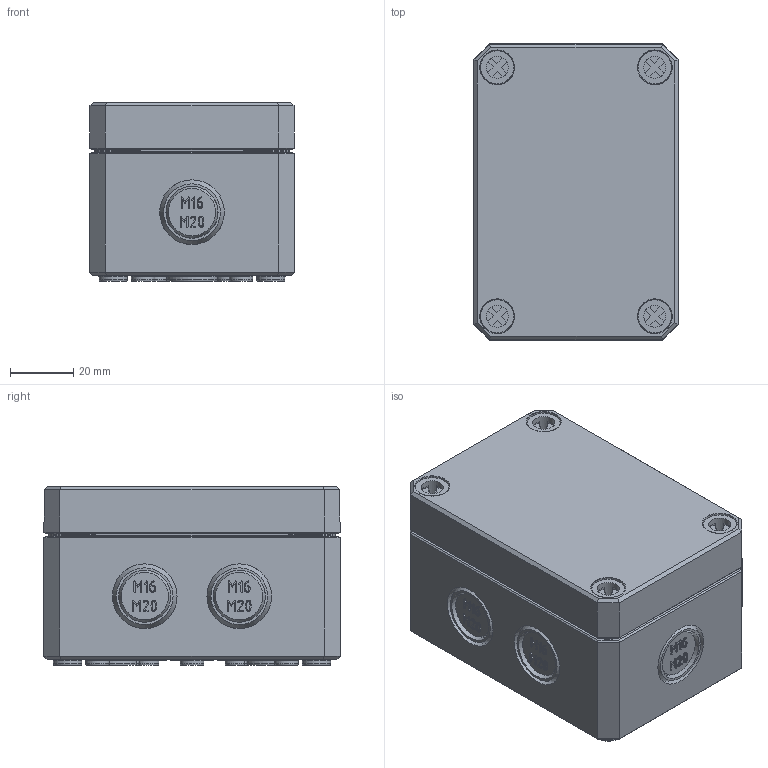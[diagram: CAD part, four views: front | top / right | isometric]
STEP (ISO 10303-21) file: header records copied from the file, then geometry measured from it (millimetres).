
FILE_DESCRIPTION(/* description */ (''),/* implementation_level */ '2;1');
FILE_NAME(/* name */ '0906109760 MBI-PC BK 090706 M.stp',/* time_stamp */ '2023-11-03T09:16:06+01:00',/* author */ ('alexander.rose'),/* organization */ (''),/* preprocessor_version */ 'ST-DEVELOPER v18.1',/* originating_system */ 'Autodesk Inventor 2022',/* authorisation */ '');
FILE_SCHEMA (('AUTOMOTIVE_DESIGN { 1 0 10303 214 3 1 1 }'));
Products named in the file (5): 0906109760 MBI-PC BK 090706 M; 0906109762-UT BK_090742 - M - Index01; 0995109761-OT BK_090715 - Index01; Schraube _ M10 x 34 _ MBI - Index01 - BK; Dichtung_0907xx
Assembly tree (7 placements, depth 2):
  0906109760 MBI-PC BK 090706 M
    0906109762-UT BK_090742 - M - Index01
    0995109761-OT BK_090715 - Index01
    Schraube _ M10 x 34 _ MBI - Index01 - BK  x4
    Dichtung_0907xx
Bounding box: 65 x 94 x 56.8 mm (x, y, z)
Volume: 95989.2 mm3; surface area: 75134.9 mm2
Topology: 7 solids, 7 shells, 2618 faces, 6561 edges, 4124 vertices
Faces by surface type: plane 1004, bspline 810, cylinder 338, torus 260, cone 182, sphere 24
Full cylindrical faces by diameter (mm): 4.5 x4, 5 x4, 5.8 x8, 6 x2, 7 x4, 8.376 x4, 10.5 x4
Entity records: 78819 total; most frequent: CARTESIAN_POINT 24704, ORIENTED_EDGE 12222, DIRECTION 9246, EDGE_CURVE 6111, VERTEX_POINT 3842, LINE 3124, VECTOR 3124, AXIS2_PLACEMENT_3D 3061
